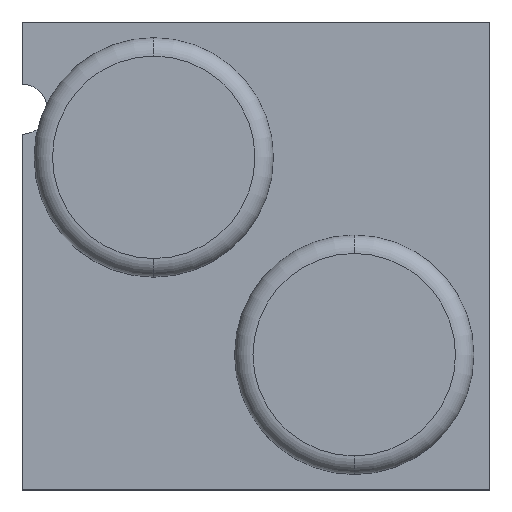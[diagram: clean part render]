
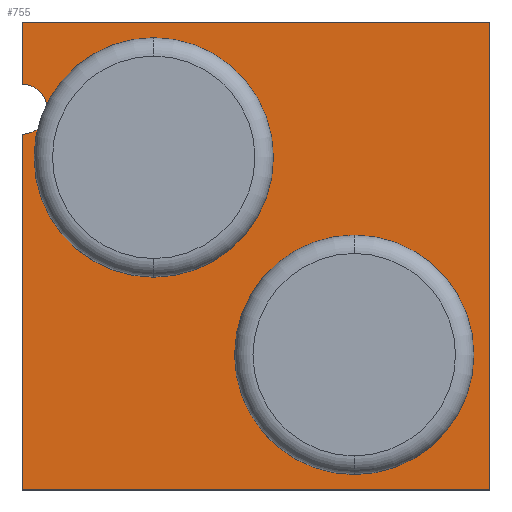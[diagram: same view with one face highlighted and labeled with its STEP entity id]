
A CAD part, top view. The second image highlights one B-rep face of the part: STEP entity #755.
In plain terms, the highlighted planar face has unit normal (0, 0, 1).
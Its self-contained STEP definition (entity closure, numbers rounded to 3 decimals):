
#634 = VERTEX_POINT('',#635);
#635 = CARTESIAN_POINT('',(-12.705,9.334,1.7));
#641 = EDGE_CURVE('',#642,#634,#644,.T.);
#642 = VERTEX_POINT('',#643);
#643 = CARTESIAN_POINT('',(-12.705,12.71,1.7));
#644 = LINE('',#645,#646);
#645 = CARTESIAN_POINT('',(-12.705,12.71,1.7));
#646 = VECTOR('',#647,1.);
#647 = DIRECTION('',(0.,-1.,0.));
#663 = EDGE_CURVE('',#664,#666,#668,.T.);
#664 = VERTEX_POINT('',#665);
#665 = CARTESIAN_POINT('',(-12.705,6.614,1.7));
#666 = VERTEX_POINT('',#667);
#667 = CARTESIAN_POINT('',(-12.705,-12.71,1.7));
#668 = LINE('',#669,#670);
#669 = CARTESIAN_POINT('',(-12.705,12.71,1.7));
#670 = VECTOR('',#671,1.);
#671 = DIRECTION('',(0.,-1.,0.));
#696 = VERTEX_POINT('',#697);
#697 = CARTESIAN_POINT('',(12.705,-12.71,1.7));
#703 = EDGE_CURVE('',#666,#696,#704,.T.);
#704 = LINE('',#705,#706);
#705 = CARTESIAN_POINT('',(-12.705,-12.71,1.7));
#706 = VECTOR('',#707,1.);
#707 = DIRECTION('',(1.,0.,0.));
#720 = VERTEX_POINT('',#721);
#721 = CARTESIAN_POINT('',(12.705,12.71,1.7));
#727 = EDGE_CURVE('',#696,#720,#728,.T.);
#728 = LINE('',#729,#730);
#729 = CARTESIAN_POINT('',(12.705,12.71,1.7));
#730 = VECTOR('',#731,1.);
#731 = DIRECTION('',(0.,1.,0.));
#744 = EDGE_CURVE('',#720,#642,#745,.T.);
#745 = LINE('',#746,#747);
#746 = CARTESIAN_POINT('',(-12.705,12.71,1.7));
#747 = VECTOR('',#748,1.);
#748 = DIRECTION('',(-1.,0.,0.));
#755 = ADVANCED_FACE('',(#756),#770,.T.);
#756 = FACE_BOUND('',#757,.T.);
#757 = EDGE_LOOP('',(#758,#765,#766,#767,#768,#769));
#758 = ORIENTED_EDGE('',*,*,#759,.F.);
#759 = EDGE_CURVE('',#664,#634,#760,.T.);
#760 = CIRCLE('',#761,1.36);
#761 = AXIS2_PLACEMENT_3D('',#762,#763,#764);
#762 = CARTESIAN_POINT('',(-12.705,7.974,1.7));
#763 = DIRECTION('',(0.,0.,1.));
#764 = DIRECTION('',(0.,-1.,0.));
#765 = ORIENTED_EDGE('',*,*,#663,.T.);
#766 = ORIENTED_EDGE('',*,*,#703,.T.);
#767 = ORIENTED_EDGE('',*,*,#727,.T.);
#768 = ORIENTED_EDGE('',*,*,#744,.T.);
#769 = ORIENTED_EDGE('',*,*,#641,.T.);
#770 = PLANE('',#771);
#771 = AXIS2_PLACEMENT_3D('',#772,#773,#774);
#772 = CARTESIAN_POINT('',(0.,0.,1.7));
#773 = DIRECTION('',(0.,0.,1.));
#774 = DIRECTION('',(0.,-1.,0.));
